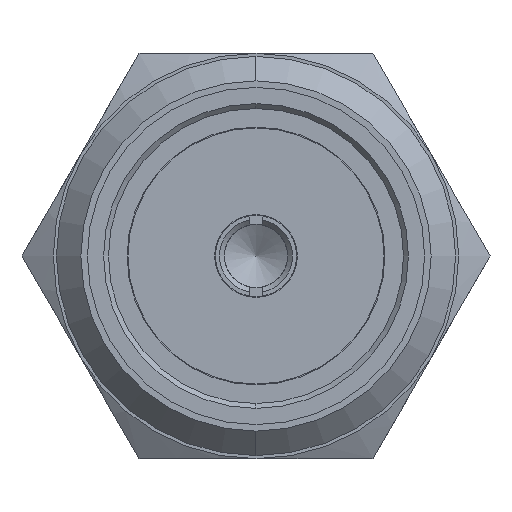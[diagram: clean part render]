
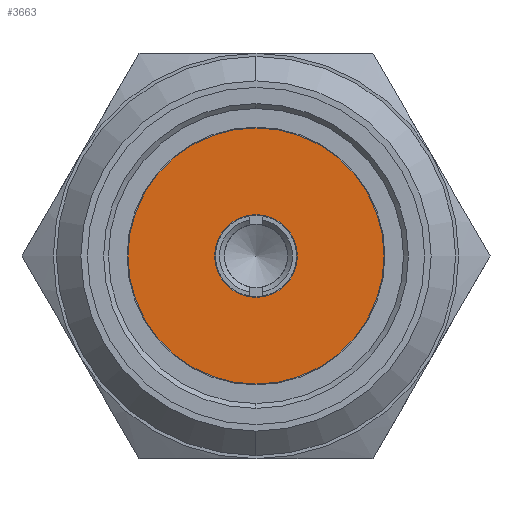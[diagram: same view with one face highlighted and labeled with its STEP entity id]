
A CAD part, left-side view. The second image highlights one B-rep face of the part: STEP entity #3663.
In plain terms, the highlighted planar face has unit normal (-1, 0, 0).
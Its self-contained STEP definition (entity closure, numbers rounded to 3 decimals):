
#4 = VERTEX_POINT ( 'NONE', #2355 ) ;
#510 = VERTEX_POINT ( 'NONE', #720 ) ;
#513 = VERTEX_POINT ( 'NONE', #723 ) ;
#573 = VERTEX_POINT ( 'NONE', #783 ) ;
#720 = CARTESIAN_POINT ( 'NONE',  ( 1.981, 2.007, 0. ) ) ;
#723 = CARTESIAN_POINT ( 'NONE',  ( 1.981, -2.007, 0. ) ) ;
#783 = CARTESIAN_POINT ( 'NONE',  ( 1.981, -0.648, 0. ) ) ;
#1181 = CARTESIAN_POINT ( 'NONE',  ( 1.981, 0., 0. ) ) ;
#1182 = DIRECTION ( 'NONE',  ( -1., 0., 0. ) ) ;
#1183 = DIRECTION ( 'NONE',  ( 0., -1., 0. ) ) ;
#1184 = CARTESIAN_POINT ( 'NONE',  ( 1.981, 0., 0. ) ) ;
#1185 = DIRECTION ( 'NONE',  ( -1., 0., 0. ) ) ;
#1186 = DIRECTION ( 'NONE',  ( 0., -1., 0. ) ) ;
#1428 = CARTESIAN_POINT ( 'NONE',  ( 1.981, 0., 0.648 ) ) ;
#1432 = FACE_BOUND ( 'NONE', #2554, .T. ) ;
#1433 = FACE_OUTER_BOUND ( 'NONE', #2629, .T. ) ;
#1434 = PLANE ( 'NONE',  #2280 ) ;
#1436 = DIRECTION ( 'NONE',  ( 1., 0., 0. ) ) ;
#1437 = DIRECTION ( 'NONE',  ( 0., 1., 0. ) ) ;
#1890 = CARTESIAN_POINT ( 'NONE',  ( 1.981, 0., 0. ) ) ;
#1891 = DIRECTION ( 'NONE',  ( -1., 0., 0. ) ) ;
#1892 = DIRECTION ( 'NONE',  ( 0., -1., 0. ) ) ;
#1895 = CARTESIAN_POINT ( 'NONE',  ( 1.981, 0., 0. ) ) ;
#1896 = DIRECTION ( 'NONE',  ( -1., 0., 0. ) ) ;
#1897 = DIRECTION ( 'NONE',  ( 0., -1., 0. ) ) ;
#1914 = CIRCLE ( 'NONE', #1964, 2.007 ) ;
#1917 = AXIS2_PLACEMENT_3D ( 'NONE', #1895, #1896, #1897 ) ;
#1930 = CIRCLE ( 'NONE', #1946, 2.007 ) ;
#1941 = CIRCLE ( 'NONE', #1944, 0.648 ) ;
#1944 = AXIS2_PLACEMENT_3D ( 'NONE', #1181, #1182, #1183 ) ;
#1946 = AXIS2_PLACEMENT_3D ( 'NONE', #1184, #1185, #1186 ) ;
#1964 = AXIS2_PLACEMENT_3D ( 'NONE', #1890, #1891, #1892 ) ;
#2018 = CIRCLE ( 'NONE', #1917, 0.648 ) ;
#2280 = AXIS2_PLACEMENT_3D ( 'NONE', #1428, #1436, #1437 ) ;
#2355 = CARTESIAN_POINT ( 'NONE',  ( 1.981, 0.648, 0. ) ) ;
#2554 = EDGE_LOOP ( 'NONE', ( #3312, #3171 ) ) ;
#2629 = EDGE_LOOP ( 'NONE', ( #3306, #2773 ) ) ;
#2773 = ORIENTED_EDGE ( 'NONE', *, *, #3371, .T. ) ;
#3171 = ORIENTED_EDGE ( 'NONE', *, *, #3370, .F. ) ;
#3306 = ORIENTED_EDGE ( 'NONE', *, *, #3345, .T. ) ;
#3312 = ORIENTED_EDGE ( 'NONE', *, *, #3346, .F. ) ;
#3345 = EDGE_CURVE ( 'NONE', #513, #510, #1914, .T. ) ;
#3346 = EDGE_CURVE ( 'NONE', #573, #4, #2018, .T. ) ;
#3370 = EDGE_CURVE ( 'NONE', #4, #573, #1941, .T. ) ;
#3371 = EDGE_CURVE ( 'NONE', #510, #513, #1930, .T. ) ;
#3663 = ADVANCED_FACE ( 'NONE', ( #1432, #1433 ), #1434, .F. ) ;
